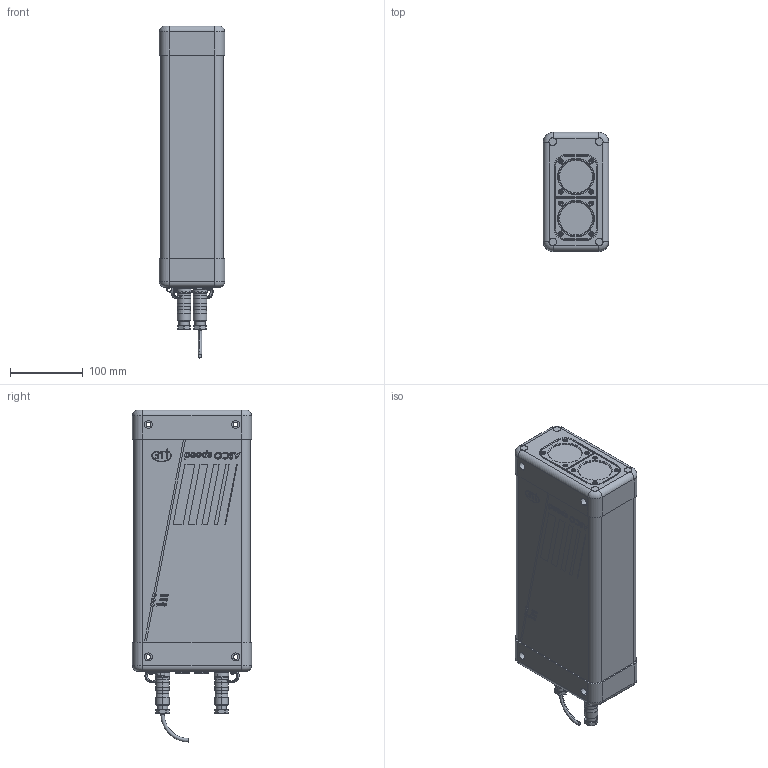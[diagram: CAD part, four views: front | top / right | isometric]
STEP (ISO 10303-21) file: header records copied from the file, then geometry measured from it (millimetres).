
FILE_DESCRIPTION (( 'STEP AP214' ), '1' );
FILE_NAME ('Messgerät ASP5500-300 Dummy.STEP', '2007-07-09T15:04:37', ( 'Bauer' ), ( 'Micro-Epsilon Optronic' ), 'SwSTEP 2.0', 'SolidWorks 2007', '' );
FILE_SCHEMA (( 'AUTOMOTIVE_DESIGN' ));
Length unit declared in the file: millimetre
Products named in the file (1): Messgerät ASP5500-300 Dummy
Bounding box: 90 x 164 x 457.1 mm (x, y, z)
Volume: 4843823.8 mm3; surface area: 316198.4 mm2
Topology: 44 solids, 46 shells, 2140 faces, 5162 edges, 3354 vertices
Faces by surface type: plane 913, cylinder 706, bspline 297, cone 174, torus 32, sphere 18
Entity records: 104139 total; most frequent: CARTESIAN_POINT 31346, ORIENTED_EDGE 10176, DIRECTION 9576, EDGE_CURVE 5088, AXIS2_PLACEMENT_3D 3450, VERTEX_POINT 3354, LINE 2676, VECTOR 2676
